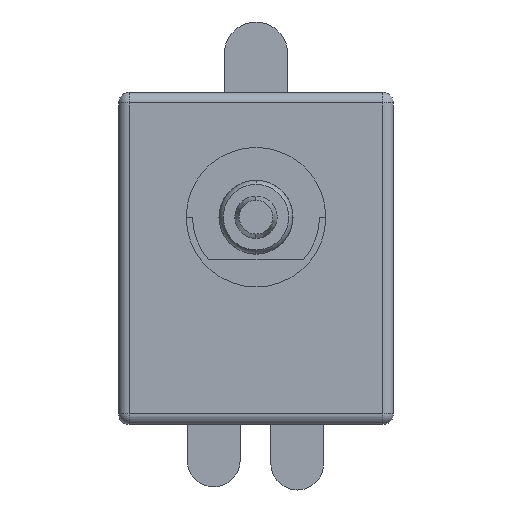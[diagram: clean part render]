
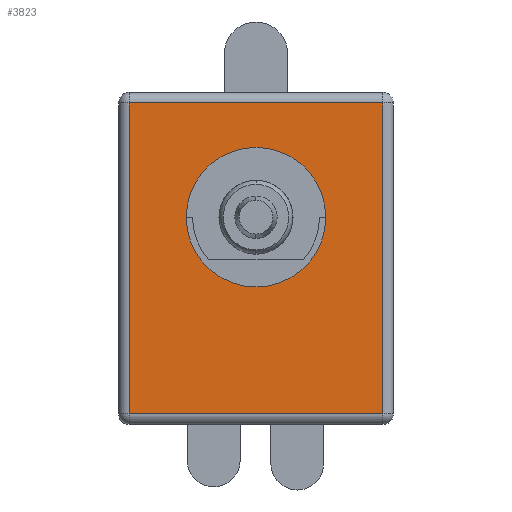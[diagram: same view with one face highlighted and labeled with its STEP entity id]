
A CAD part, front view. The second image highlights one B-rep face of the part: STEP entity #3823.
In plain terms, the highlighted planar face has unit normal (0, -1, 0).
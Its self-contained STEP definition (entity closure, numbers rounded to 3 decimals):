
#655=CARTESIAN_POINT('',(133.911,196.093,9.8));
#656=DIRECTION('',(0.,-1.,0.));
#657=DIRECTION('',(0.,0.,-1.));
#658=AXIS2_PLACEMENT_3D('',#655,#656,#657);
#660=CARTESIAN_POINT('',(133.911,196.093,9.8));
#661=DIRECTION('',(0.,-1.,0.));
#662=DIRECTION('',(0.,0.,1.));
#663=AXIS2_PLACEMENT_3D('',#660,#661,#662);
#669=DIRECTION('',(0.,0.,-1.));
#670=VECTOR('',#669,14.7);
#671=CARTESIAN_POINT('',(139.911,196.093,15.2));
#672=LINE('',#671,#670);
#692=DIRECTION('',(1.,0.,0.));
#693=VECTOR('',#692,12.);
#694=CARTESIAN_POINT('',(127.911,196.093,15.2));
#695=LINE('',#694,#693);
#711=DIRECTION('',(0.,0.,1.));
#712=VECTOR('',#711,14.7);
#713=CARTESIAN_POINT('',(127.911,196.093,0.5));
#714=LINE('',#713,#712);
#751=DIRECTION('',(-1.,0.,0.));
#752=VECTOR('',#751,12.);
#753=CARTESIAN_POINT('',(139.911,196.093,0.5));
#754=LINE('',#753,#752);
#2100=CARTESIAN_POINT('',(133.911,196.093,6.5));
#2102=VERTEX_POINT('',#2100);
#2105=CARTESIAN_POINT('',(133.911,196.093,13.1));
#2107=VERTEX_POINT('',#2105);
#2692=CARTESIAN_POINT('',(127.911,196.093,0.5));
#2693=VERTEX_POINT('',#2692);
#2694=CARTESIAN_POINT('',(127.911,196.093,15.2));
#2695=VERTEX_POINT('',#2694);
#2696=CARTESIAN_POINT('',(139.911,196.093,0.5));
#2697=VERTEX_POINT('',#2696);
#2698=CARTESIAN_POINT('',(139.911,196.093,15.2));
#2699=VERTEX_POINT('',#2698);
#3804=CARTESIAN_POINT('',(133.911,196.093,7.85));
#3805=DIRECTION('',(0.,1.,0.));
#3806=DIRECTION('',(0.,0.,1.));
#3807=AXIS2_PLACEMENT_3D('',#3804,#3805,#3806);
#3808=PLANE('',#3807);
#3810=ORIENTED_EDGE('',*,*,#3809,.T.);
#3812=ORIENTED_EDGE('',*,*,#3811,.T.);
#3814=ORIENTED_EDGE('',*,*,#3813,.T.);
#3816=ORIENTED_EDGE('',*,*,#3815,.T.);
#3817=EDGE_LOOP('',(#3810,#3812,#3814,#3816));
#3818=FACE_OUTER_BOUND('',#3817,.F.);
#3819=ORIENTED_EDGE('',*,*,#3789,.T.);
#3820=ORIENTED_EDGE('',*,*,#3769,.T.);
#3821=EDGE_LOOP('',(#3819,#3820));
#3822=FACE_BOUND('',#3821,.F.);
#659=CIRCLE('',#658,3.3);
#664=CIRCLE('',#663,3.3);
#3769=EDGE_CURVE('',#2107,#2102,#664,.T.);
#3789=EDGE_CURVE('',#2102,#2107,#659,.T.);
#3809=EDGE_CURVE('',#2699,#2697,#672,.T.);
#3811=EDGE_CURVE('',#2697,#2693,#754,.T.);
#3813=EDGE_CURVE('',#2693,#2695,#714,.T.);
#3815=EDGE_CURVE('',#2695,#2699,#695,.T.);
#3823=ADVANCED_FACE('',(#3818,#3822),#3808,.F.);
